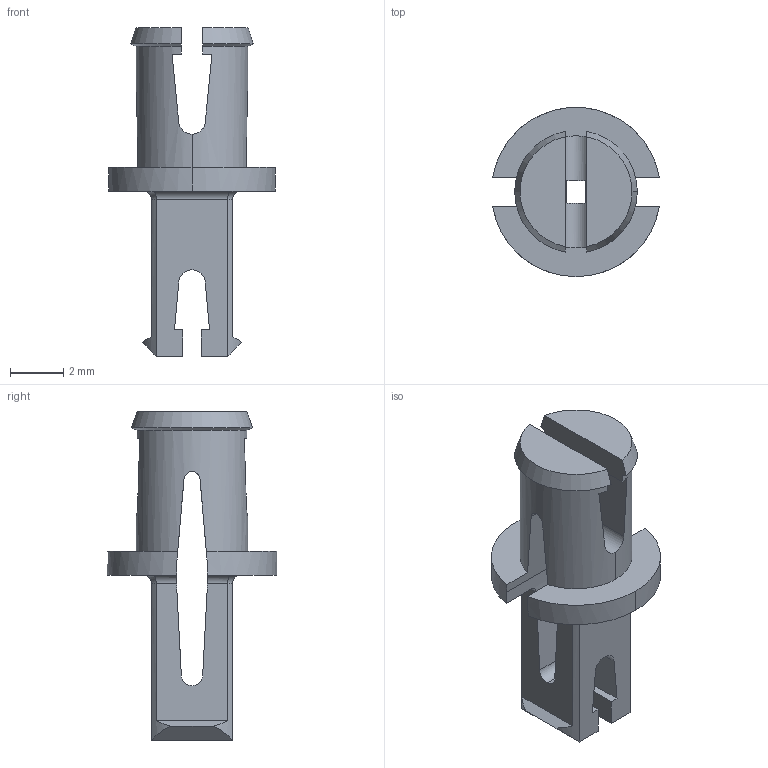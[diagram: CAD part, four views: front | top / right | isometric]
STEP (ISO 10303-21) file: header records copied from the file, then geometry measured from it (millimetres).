
FILE_DESCRIPTION (( 'STEP AP214' ), '1' );
FILE_NAME ('228-2500-073 Rev4.STEP', '2014-04-21T03:05:46', ( '' ), ( '' ), 'SwSTEP 2.0', 'SolidWorks 2013', '' );
FILE_SCHEMA (( 'AUTOMOTIVE_DESIGN' ));
Length unit declared in the file: millimetre
Products named in the file (1): 228-2500-073 Rev4
Bounding box: 6.26 x 6.35 x 12.34 mm (x, y, z)
Volume: 105.6 mm3; surface area: 297.7 mm2
Topology: 1 solids, 1 shells, 71 faces, 212 edges, 137 vertices
Faces by surface type: plane 32, cylinder 29, cone 6, torus 4
Entity records: 2481 total; most frequent: CARTESIAN_POINT 653, ORIENTED_EDGE 424, DIRECTION 333, EDGE_CURVE 212, VERTEX_POINT 137, AXIS2_PLACEMENT_3D 113, VECTOR 107, LINE 107
